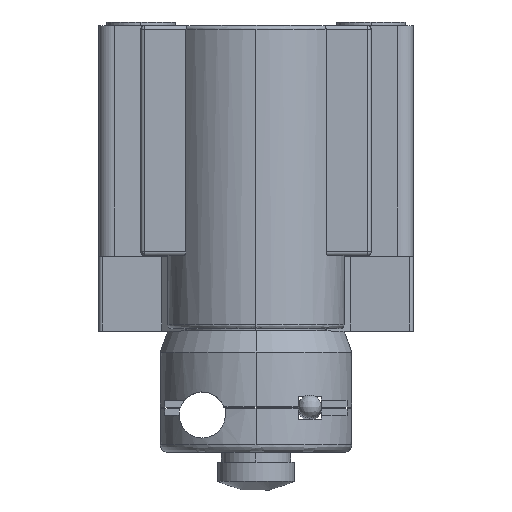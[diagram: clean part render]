
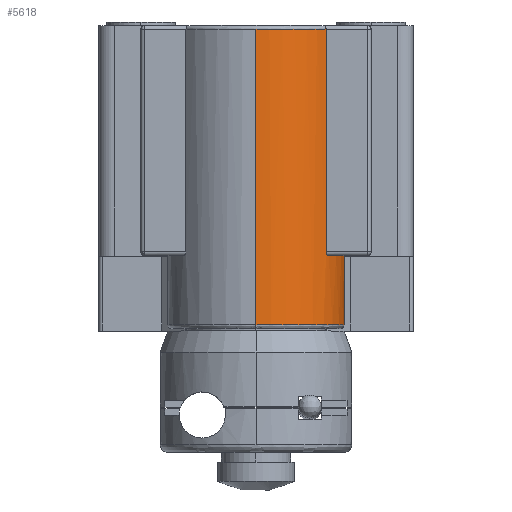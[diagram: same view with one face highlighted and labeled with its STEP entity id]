
A CAD part, top view. The second image highlights one B-rep face of the part: STEP entity #5618.
In plain terms, the highlighted cylindrical face has radius 11.5 mm (diameter 23 mm), a partial arc.
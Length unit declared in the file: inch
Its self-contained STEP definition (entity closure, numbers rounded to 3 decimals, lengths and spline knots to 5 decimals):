
#34 = CARTESIAN_POINT ( 'NONE',  ( 0., -0.01969, 0.40551 ) ) ;
#50 = CARTESIAN_POINT ( 'NONE',  ( 0., -1.20079, 0.85827 ) ) ;
#165 = DIRECTION ( 'NONE',  ( 0., 0., -1. ) ) ;
#197 = EDGE_CURVE ( 'NONE', #8016, #4818, #3393, .T. ) ;
#216 = ORIENTED_EDGE ( 'NONE', *, *, #5193, .T. ) ;
#775 = CARTESIAN_POINT ( 'NONE',  ( 0., -0.01969, 0.85827 ) ) ;
#836 = DIRECTION ( 'NONE',  ( 0., -1., 0. ) ) ;
#843 = ORIENTED_EDGE ( 'NONE', *, *, #10371, .T. ) ;
#873 = CARTESIAN_POINT ( 'NONE',  ( 0.35922, -1.18402, 1.13386 ) ) ;
#884 = VERTEX_POINT ( 'NONE', #8015 ) ;
#957 = CARTESIAN_POINT ( 'NONE',  ( 0.36269, -1.19397, 1.12928 ) ) ;
#1060 = VERTEX_POINT ( 'NONE', #7525 ) ;
#1082 = EDGE_CURVE ( 'NONE', #5374, #1060, #3211, .T. ) ;
#1256 = CARTESIAN_POINT ( 'NONE',  ( 0.35922, -0.01969, 1.13386 ) ) ;
#1899 = CARTESIAN_POINT ( 'NONE',  ( 0.35973, -1.18686, 1.1332 ) ) ;
#1938 = CARTESIAN_POINT ( 'NONE',  ( 0.36147, -1.19183, 1.1309 ) ) ;
#2206 = DIRECTION ( 'NONE',  ( 0., 0., -1. ) ) ;
#2245 = VECTOR ( 'NONE', #11142, 39.37008 ) ;
#3211 = CIRCLE ( 'NONE', #4645, 0.45276 ) ;
#3393 = CIRCLE ( 'NONE', #11061, 0.45276 ) ;
#3395 = CARTESIAN_POINT ( 'NONE',  ( 0.35922, -1.1811, 1.13386 ) ) ;
#3515 = ORIENTED_EDGE ( 'NONE', *, *, #6221, .F. ) ;
#3562 = CARTESIAN_POINT ( 'NONE',  ( 0.37022, -1.20079, 1.11896 ) ) ;
#3772 = LINE ( 'NONE', #34, #7867 ) ;
#3994 = LINE ( 'NONE', #10244, #2245 ) ;
#4285 = EDGE_CURVE ( 'NONE', #4818, #5374, #3994, .T. ) ;
#4357 = DIRECTION ( 'NONE',  ( 0., -1., 0. ) ) ;
#4508 = LINE ( 'NONE', #1256, #9999 ) ;
#4547 = AXIS2_PLACEMENT_3D ( 'NONE', #775, #4357, #165 ) ;
#4645 = AXIS2_PLACEMENT_3D ( 'NONE', #6601, #9166, #2206 ) ;
#4818 = VERTEX_POINT ( 'NONE', #5185 ) ;
#5158 = CARTESIAN_POINT ( 'NONE',  ( 0.35922, -0.03937, 1.13386 ) ) ;
#5185 = CARTESIAN_POINT ( 'NONE',  ( 0., -0.03937, 1.31102 ) ) ;
#5193 = EDGE_CURVE ( 'NONE', #7991, #8016, #4508, .T. ) ;
#5374 = VERTEX_POINT ( 'NONE', #5883 ) ;
#5618 = ADVANCED_FACE ( 'NONE', ( #9021 ), #6685, .T. ) ;
#5883 = CARTESIAN_POINT ( 'NONE',  ( 0., -1.55512, 1.31102 ) ) ;
#6085 = ORIENTED_EDGE ( 'NONE', *, *, #8926, .F. ) ;
#6158 = B_SPLINE_CURVE_WITH_KNOTS ( 'NONE', 3,
 ( #6177, #873, #1899, #1938, #957, #7933, #3562, #7893 ),
 .UNSPECIFIED., .F., .F.,
 ( 4, 2, 2, 4 ),
 ( 0., 0.00022, 0.00044, 0.00087 ),
 .UNSPECIFIED. ) ;
#6177 = CARTESIAN_POINT ( 'NONE',  ( 0.35922, -1.1811, 1.13386 ) ) ;
#6184 = CIRCLE ( 'NONE', #10062, 0.45276 ) ;
#6200 = DIRECTION ( 'NONE',  ( 0., -1., 0. ) ) ;
#6221 = EDGE_CURVE ( 'NONE', #884, #1060, #3772, .T. ) ;
#6228 = ORIENTED_EDGE ( 'NONE', *, *, #4285, .T. ) ;
#6601 = CARTESIAN_POINT ( 'NONE',  ( 0., -1.55512, 0.85827 ) ) ;
#6629 = DIRECTION ( 'NONE',  ( 0., 1., 0. ) ) ;
#6685 = CYLINDRICAL_SURFACE ( 'NONE', #4547, 0.45276 ) ;
#6845 = DIRECTION ( 'NONE',  ( 0., 0., -1. ) ) ;
#6878 = DIRECTION ( 'NONE',  ( 0., -1., 0. ) ) ;
#7374 = CARTESIAN_POINT ( 'NONE',  ( 0.3735, -1.20079, 1.11417 ) ) ;
#7525 = CARTESIAN_POINT ( 'NONE',  ( 0., -1.55512, 0.40551 ) ) ;
#7867 = VECTOR ( 'NONE', #836, 39.37008 ) ;
#7893 = CARTESIAN_POINT ( 'NONE',  ( 0.3735, -1.20079, 1.11417 ) ) ;
#7933 = CARTESIAN_POINT ( 'NONE',  ( 0.36687, -1.1991, 1.12363 ) ) ;
#7991 = VERTEX_POINT ( 'NONE', #3395 ) ;
#8015 = CARTESIAN_POINT ( 'NONE',  ( 0., -1.20079, 0.40551 ) ) ;
#8016 = VERTEX_POINT ( 'NONE', #5158 ) ;
#8045 = EDGE_LOOP ( 'NONE', ( #10254, #6228, #10441, #3515, #843, #6085, #216 ) ) ;
#8926 = EDGE_CURVE ( 'NONE', #7991, #10603, #6158, .T. ) ;
#9021 = FACE_OUTER_BOUND ( 'NONE', #8045, .T. ) ;
#9166 = DIRECTION ( 'NONE',  ( 0., 1., 0. ) ) ;
#9640 = DIRECTION ( 'NONE',  ( 0., 0., -1. ) ) ;
#9999 = VECTOR ( 'NONE', #6629, 39.37008 ) ;
#10062 = AXIS2_PLACEMENT_3D ( 'NONE', #50, #6200, #9640 ) ;
#10244 = CARTESIAN_POINT ( 'NONE',  ( 0., -0.01969, 1.31102 ) ) ;
#10254 = ORIENTED_EDGE ( 'NONE', *, *, #197, .T. ) ;
#10371 = EDGE_CURVE ( 'NONE', #884, #10603, #6184, .T. ) ;
#10400 = CARTESIAN_POINT ( 'NONE',  ( 0., -0.03937, 0.85827 ) ) ;
#10441 = ORIENTED_EDGE ( 'NONE', *, *, #1082, .T. ) ;
#10603 = VERTEX_POINT ( 'NONE', #7374 ) ;
#11061 = AXIS2_PLACEMENT_3D ( 'NONE', #10400, #6878, #6845 ) ;
#11142 = DIRECTION ( 'NONE',  ( 0., -1., 0. ) ) ;
